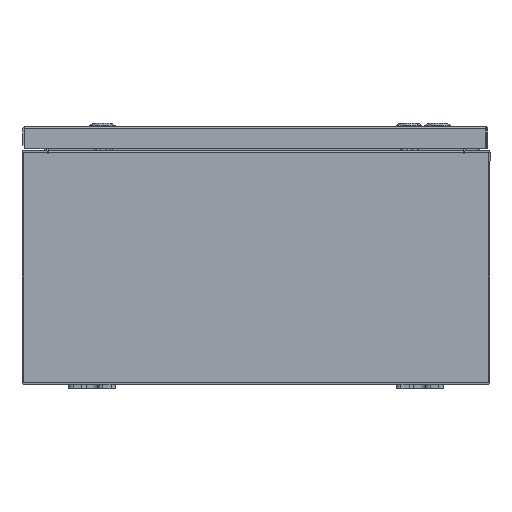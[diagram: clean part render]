
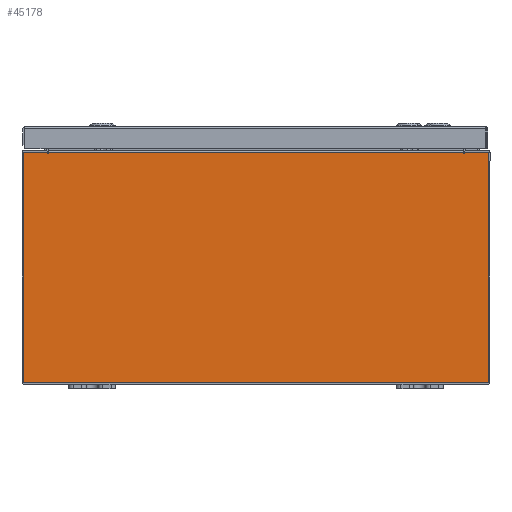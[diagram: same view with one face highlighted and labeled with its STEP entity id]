
A CAD part, front view. The second image highlights one B-rep face of the part: STEP entity #45178.
In plain terms, the highlighted face is planar.
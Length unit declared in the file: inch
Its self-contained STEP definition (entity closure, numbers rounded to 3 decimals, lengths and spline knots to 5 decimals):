
#819 = CARTESIAN_POINT ( 'NONE',  ( -8.8872, 0., 4.9123 ) ) ;
#2459 = AXIS2_PLACEMENT_3D ( 'NONE', #57471, #3620, #37957 ) ;
#3141 = ORIENTED_EDGE ( 'NONE', *, *, #27101, .T. ) ;
#3620 = DIRECTION ( 'NONE',  ( 0., -1., 0. ) ) ;
#3985 = ORIENTED_EDGE ( 'NONE', *, *, #57570, .T. ) ;
#5846 = DIRECTION ( 'NONE',  ( 1., 0., 0. ) ) ;
#5964 = LINE ( 'NONE', #12623, #30593 ) ;
#6465 = EDGE_CURVE ( 'NONE', #40981, #15838, #53287, .T. ) ;
#7144 = DIRECTION ( 'NONE',  ( 0., 0., -1. ) ) ;
#7731 = CARTESIAN_POINT ( 'NONE',  ( 8.92455, 0., 0. ) ) ;
#8421 = VERTEX_POINT ( 'NONE', #22681 ) ;
#10141 = CARTESIAN_POINT ( 'NONE',  ( -9.9253, 0., -4.9253 ) ) ;
#10652 = CARTESIAN_POINT ( 'NONE',  ( 8.8872, 0., 4.9123 ) ) ;
#11259 = CARTESIAN_POINT ( 'NONE',  ( 8.92455, 0., 4.87495 ) ) ;
#12150 = CARTESIAN_POINT ( 'NONE',  ( -8.8872, 0., 4.87495 ) ) ;
#12193 = CARTESIAN_POINT ( 'NONE',  ( -8.8872, 0., 4.9123 ) ) ;
#12473 = CIRCLE ( 'NONE', #44270, 0.01868 ) ;
#12623 = CARTESIAN_POINT ( 'NONE',  ( 8.8872, 0., 0. ) ) ;
#13644 = LINE ( 'NONE', #36307, #51310 ) ;
#14669 = EDGE_CURVE ( 'NONE', #52450, #37000, #5964, .T. ) ;
#15097 = LINE ( 'NONE', #59455, #62650 ) ;
#15233 = ORIENTED_EDGE ( 'NONE', *, *, #48854, .F. ) ;
#15597 = DIRECTION ( 'NONE',  ( 1., 0., 0. ) ) ;
#15838 = VERTEX_POINT ( 'NONE', #12150 ) ;
#16081 = VERTEX_POINT ( 'NONE', #53970 ) ;
#16422 = VECTOR ( 'NONE', #15597, 39.37008 ) ;
#16856 = VERTEX_POINT ( 'NONE', #11259 ) ;
#17848 = VERTEX_POINT ( 'NONE', #47328 ) ;
#18615 = CARTESIAN_POINT ( 'NONE',  ( 8.90588, 0., 4.87495 ) ) ;
#22681 = CARTESIAN_POINT ( 'NONE',  ( 9.9253, 0., -4.9253 ) ) ;
#23034 = EDGE_CURVE ( 'NONE', #8421, #31392, #54221, .T. ) ;
#23147 = EDGE_CURVE ( 'NONE', #16081, #17848, #15097, .T. ) ;
#23564 = DIRECTION ( 'NONE',  ( 0., 0., -1. ) ) ;
#23571 = EDGE_CURVE ( 'NONE', #26398, #39267, #27397, .T. ) ;
#23759 = CARTESIAN_POINT ( 'NONE',  ( -9.9253, 0., 4.9253 ) ) ;
#24773 = ORIENTED_EDGE ( 'NONE', *, *, #6465, .F. ) ;
#24857 = CARTESIAN_POINT ( 'NONE',  ( 9.9253, 0., 4.9253 ) ) ;
#26398 = VERTEX_POINT ( 'NONE', #44573 ) ;
#26572 = FACE_OUTER_BOUND ( 'NONE', #26802, .T. ) ;
#26666 = DIRECTION ( 'NONE',  ( 0., 0., 1. ) ) ;
#26802 = EDGE_LOOP ( 'NONE', ( #51842, #15233, #24773, #3141, #62130, #52371, #59423, #33153, #46768, #44396, #3985, #37723 ) ) ;
#27101 = EDGE_CURVE ( 'NONE', #40981, #37000, #40945, .T. ) ;
#27397 = LINE ( 'NONE', #23759, #43463 ) ;
#28485 = EDGE_CURVE ( 'NONE', #26398, #16856, #56252, .T. ) ;
#28665 = CARTESIAN_POINT ( 'NONE',  ( -8.90587, 0., 4.87495 ) ) ;
#28670 = EDGE_CURVE ( 'NONE', #16856, #52450, #12473, .T. ) ;
#29974 = VECTOR ( 'NONE', #7144, 39.37008 ) ;
#30185 = VECTOR ( 'NONE', #46962, 39.37008 ) ;
#30593 = VECTOR ( 'NONE', #51891, 39.37008 ) ;
#31392 = VERTEX_POINT ( 'NONE', #63017 ) ;
#32121 = LINE ( 'NONE', #42889, #45084 ) ;
#33058 = PLANE ( 'NONE',  #2459 ) ;
#33153 = ORIENTED_EDGE ( 'NONE', *, *, #23571, .T. ) ;
#33344 = CIRCLE ( 'NONE', #59287, 0.01868 ) ;
#33613 = DIRECTION ( 'NONE',  ( 0., 0., -1. ) ) ;
#34315 = DIRECTION ( 'NONE',  ( 0., 0., 1. ) ) ;
#36307 = CARTESIAN_POINT ( 'NONE',  ( -9.9253, 0., 4.9253 ) ) ;
#36557 = CARTESIAN_POINT ( 'NONE',  ( 9.9253, 0., 4.9253 ) ) ;
#37000 = VERTEX_POINT ( 'NONE', #10652 ) ;
#37723 = ORIENTED_EDGE ( 'NONE', *, *, #23147, .T. ) ;
#37957 = DIRECTION ( 'NONE',  ( 0., 0., -1. ) ) ;
#39267 = VERTEX_POINT ( 'NONE', #24857 ) ;
#40227 = VECTOR ( 'NONE', #59954, 39.37008 ) ;
#40945 = LINE ( 'NONE', #819, #16422 ) ;
#40981 = VERTEX_POINT ( 'NONE', #12193 ) ;
#41195 = VECTOR ( 'NONE', #54296, 39.37008 ) ;
#42889 = CARTESIAN_POINT ( 'NONE',  ( -8.92455, 0., 0. ) ) ;
#42947 = LINE ( 'NONE', #36557, #29974 ) ;
#43137 = CARTESIAN_POINT ( 'NONE',  ( 8.8872, 0., 4.87495 ) ) ;
#43463 = VECTOR ( 'NONE', #53351, 39.37008 ) ;
#44270 = AXIS2_PLACEMENT_3D ( 'NONE', #18615, #52930, #23564 ) ;
#44396 = ORIENTED_EDGE ( 'NONE', *, *, #23034, .T. ) ;
#44573 = CARTESIAN_POINT ( 'NONE',  ( 8.92455, 0., 4.9253 ) ) ;
#45084 = VECTOR ( 'NONE', #34315, 39.37008 ) ;
#45178 = ADVANCED_FACE ( 'NONE', ( #26572 ), #33058, .F. ) ;
#46768 = ORIENTED_EDGE ( 'NONE', *, *, #55648, .T. ) ;
#46962 = DIRECTION ( 'NONE',  ( 0., 0., -1. ) ) ;
#47328 = CARTESIAN_POINT ( 'NONE',  ( -8.92455, 0., 4.9253 ) ) ;
#48854 = EDGE_CURVE ( 'NONE', #15838, #56170, #33344, .T. ) ;
#51310 = VECTOR ( 'NONE', #26666, 39.37008 ) ;
#51842 = ORIENTED_EDGE ( 'NONE', *, *, #62265, .F. ) ;
#51891 = DIRECTION ( 'NONE',  ( 0., 0., 1. ) ) ;
#52371 = ORIENTED_EDGE ( 'NONE', *, *, #28670, .F. ) ;
#52450 = VERTEX_POINT ( 'NONE', #43137 ) ;
#52930 = DIRECTION ( 'NONE',  ( 0., 1., 0. ) ) ;
#53287 = LINE ( 'NONE', #60610, #40227 ) ;
#53351 = DIRECTION ( 'NONE',  ( 1., 0., 0. ) ) ;
#53970 = CARTESIAN_POINT ( 'NONE',  ( -9.9253, 0., 4.9253 ) ) ;
#54221 = LINE ( 'NONE', #10141, #41195 ) ;
#54296 = DIRECTION ( 'NONE',  ( -1., 0., 0. ) ) ;
#54517 = CARTESIAN_POINT ( 'NONE',  ( -8.92455, 0., 4.87495 ) ) ;
#55648 = EDGE_CURVE ( 'NONE', #39267, #8421, #42947, .T. ) ;
#56170 = VERTEX_POINT ( 'NONE', #54517 ) ;
#56252 = LINE ( 'NONE', #7731, #30185 ) ;
#57471 = CARTESIAN_POINT ( 'NONE',  ( 0., 0., 0. ) ) ;
#57570 = EDGE_CURVE ( 'NONE', #31392, #16081, #13644, .T. ) ;
#59287 = AXIS2_PLACEMENT_3D ( 'NONE', #28665, #62920, #33613 ) ;
#59423 = ORIENTED_EDGE ( 'NONE', *, *, #28485, .F. ) ;
#59455 = CARTESIAN_POINT ( 'NONE',  ( -9.9253, 0., 4.9253 ) ) ;
#59954 = DIRECTION ( 'NONE',  ( 0., 0., -1. ) ) ;
#60610 = CARTESIAN_POINT ( 'NONE',  ( -8.8872, 0., 0. ) ) ;
#62130 = ORIENTED_EDGE ( 'NONE', *, *, #14669, .F. ) ;
#62265 = EDGE_CURVE ( 'NONE', #56170, #17848, #32121, .T. ) ;
#62650 = VECTOR ( 'NONE', #5846, 39.37008 ) ;
#62920 = DIRECTION ( 'NONE',  ( 0., 1., 0. ) ) ;
#63017 = CARTESIAN_POINT ( 'NONE',  ( -9.9253, 0., -4.9253 ) ) ;
